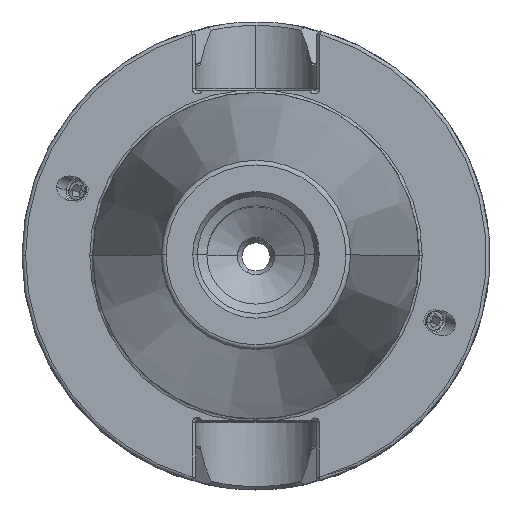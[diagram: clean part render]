
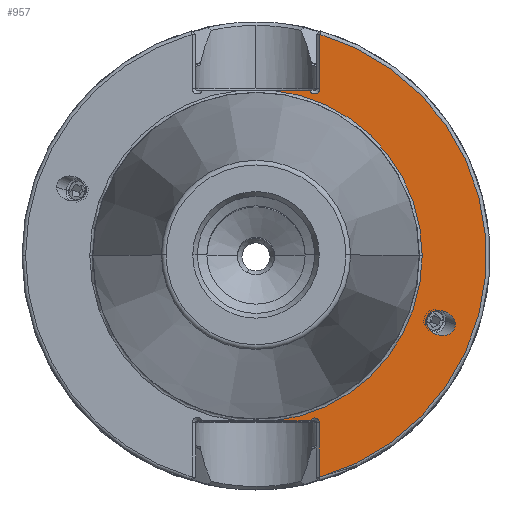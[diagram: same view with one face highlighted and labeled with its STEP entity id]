
A CAD part, top view. The second image highlights one B-rep face of the part: STEP entity #957.
In plain terms, the highlighted planar face has unit normal (0, 0, 1).
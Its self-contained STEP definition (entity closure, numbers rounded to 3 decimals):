
#36 = EDGE_CURVE ( 'NONE', #10071, #923, #5782, .T. ) ;
#141 = CARTESIAN_POINT ( 'NONE',  ( 3.763, 35.3, -3. ) ) ;
#159 = LINE ( 'NONE', #2613, #4729 ) ;
#160 = ORIENTED_EDGE ( 'NONE', *, *, #843, .T. ) ;
#193 = ORIENTED_EDGE ( 'NONE', *, *, #9725, .F. ) ;
#556 = VERTEX_POINT ( 'NONE', #4109 ) ;
#579 = DIRECTION ( 'NONE',  ( 0., 0., 1. ) ) ;
#638 = CARTESIAN_POINT ( 'NONE',  ( 13.65, 35.675, -3. ) ) ;
#730 = FACE_OUTER_BOUND ( 'NONE', #7643, .T. ) ;
#843 = EDGE_CURVE ( 'NONE', #923, #10071, #4352, .T. ) ;
#869 = CARTESIAN_POINT ( 'NONE',  ( 13.65, 35.675, -3. ) ) ;
#875 = VECTOR ( 'NONE', #11035, 1000. ) ;
#915 = DIRECTION ( 'NONE',  ( -1., 0., 0. ) ) ;
#923 = VERTEX_POINT ( 'NONE', #11145 ) ;
#941 = ORIENTED_EDGE ( 'NONE', *, *, #5355, .T. ) ;
#957 = ADVANCED_FACE ( 'NONE', ( #3017, #730 ), #4620, .F. ) ;
#1475 = VERTEX_POINT ( 'NONE', #11001 ) ;
#1748 = VECTOR ( 'NONE', #9482, 1000. ) ;
#1857 = AXIS2_PLACEMENT_3D ( 'NONE', #3094, #3107, #3109 ) ;
#1956 = AXIS2_PLACEMENT_3D ( 'NONE', #4278, #10392, #5207 ) ;
#2061 = AXIS2_PLACEMENT_3D ( 'NONE', #9379, #10697, #10624 ) ;
#2138 = DIRECTION ( 'NONE',  ( 0., 0., -1. ) ) ;
#2148 = ORIENTED_EDGE ( 'NONE', *, *, #11099, .T. ) ;
#2284 = ORIENTED_EDGE ( 'NONE', *, *, #5479, .T. ) ;
#2607 = CARTESIAN_POINT ( 'NONE',  ( 36.355, -14.023, -3. ) ) ;
#2613 = CARTESIAN_POINT ( 'NONE',  ( 0., -35.3, -3. ) ) ;
#2622 = CARTESIAN_POINT ( 'NONE',  ( 36.355, -8.72, -3. ) ) ;
#2756 = AXIS2_PLACEMENT_3D ( 'NONE', #7344, #2138, #8211 ) ;
#2763 = CARTESIAN_POINT ( 'NONE',  ( 42.579, -9.404, -3. ) ) ;
#2768 = CARTESIAN_POINT ( 'NONE',  ( 13.544, -47.338, -3. ) ) ;
#3017 = FACE_BOUND ( 'NONE', #10629, .T. ) ;
#3090 = ORIENTED_EDGE ( 'NONE', *, *, #7219, .T. ) ;
#3094 = CARTESIAN_POINT ( 'NONE',  ( 0., 49.987, -3. ) ) ;
#3107 = DIRECTION ( 'NONE',  ( 0., 0., -1. ) ) ;
#3109 = DIRECTION ( 'NONE',  ( -1., 0., 0. ) ) ;
#3394 = CARTESIAN_POINT ( 'NONE',  ( 42.579, -14.707, -3. ) ) ;
#3445 = EDGE_CURVE ( 'NONE', #8071, #10479, #3981, .T. ) ;
#3981 = CIRCLE ( 'NONE', #2061, 35.5 ) ;
#4071 = LINE ( 'NONE', #6014, #1748 ) ;
#4109 = CARTESIAN_POINT ( 'NONE',  ( 11.464, 35.3, -3. ) ) ;
#4278 = CARTESIAN_POINT ( 'NONE',  ( 0., 0., -3. ) ) ;
#4314 = CARTESIAN_POINT ( 'NONE',  ( 13.65, 47.308, -3. ) ) ;
#4352 =( BOUNDED_CURVE ( )  B_SPLINE_CURVE ( 3, ( #10014, #10510, #10062, #9962 ),
 .UNSPECIFIED., .F., .F. ) 
 B_SPLINE_CURVE_WITH_KNOTS ( ( 4, 4 ),
 ( 5.993, 9.135 ),
 .UNSPECIFIED. ) 
 CURVE ( )  GEOMETRIC_REPRESENTATION_ITEM ( )  RATIONAL_B_SPLINE_CURVE ( ( 1., 0.333, 0.333, 1. ) ) 
 REPRESENTATION_ITEM ( '' )  );
#4387 = EDGE_CURVE ( 'NONE', #5683, #1475, #159, .T. ) ;
#4599 = CARTESIAN_POINT ( 'NONE',  ( 12.525, -35.675, -3. ) ) ;
#4620 = PLANE ( 'NONE',  #1857 ) ;
#4729 = VECTOR ( 'NONE', #915, 1000. ) ;
#4806 = CARTESIAN_POINT ( 'NONE',  ( 0., 35.3, -3. ) ) ;
#5128 = CIRCLE ( 'NONE', #2756, 1.125 ) ;
#5207 = DIRECTION ( 'NONE',  ( -1., 0., 0. ) ) ;
#5307 = AXIS2_PLACEMENT_3D ( 'NONE', #4599, #10669, #5512 ) ;
#5346 = ORIENTED_EDGE ( 'NONE', *, *, #36, .T. ) ;
#5355 = EDGE_CURVE ( 'NONE', #8014, #556, #5128, .T. ) ;
#5479 = EDGE_CURVE ( 'NONE', #6472, #8014, #5541, .T. ) ;
#5490 = CARTESIAN_POINT ( 'NONE',  ( 35.5, 0., -3. ) ) ;
#5512 = DIRECTION ( 'NONE',  ( -1., 0., 0. ) ) ;
#5541 = LINE ( 'NONE', #638, #875 ) ;
#5683 = VERTEX_POINT ( 'NONE', #9612 ) ;
#5782 =( BOUNDED_CURVE ( )  B_SPLINE_CURVE ( 3, ( #2607, #2622, #2763, #3394 ),
 .UNSPECIFIED., .F., .F. ) 
 B_SPLINE_CURVE_WITH_KNOTS ( ( 4, 4 ),
 ( 2.852, 5.993 ),
 .UNSPECIFIED. ) 
 CURVE ( )  GEOMETRIC_REPRESENTATION_ITEM ( )  RATIONAL_B_SPLINE_CURVE ( ( 1., 0.333, 0.333, 1. ) ) 
 REPRESENTATION_ITEM ( '' )  );
#5784 = CARTESIAN_POINT ( 'NONE',  ( 0., 0., -3. ) ) ;
#5821 = ORIENTED_EDGE ( 'NONE', *, *, #4387, .F. ) ;
#6014 = CARTESIAN_POINT ( 'NONE',  ( 13.544, 49.987, -3. ) ) ;
#6472 = VERTEX_POINT ( 'NONE', #4314 ) ;
#6611 = DIRECTION ( 'NONE',  ( -1., 0., 0. ) ) ;
#6695 = LINE ( 'NONE', #4806, #9027 ) ;
#6799 = VERTEX_POINT ( 'NONE', #10818 ) ;
#6927 = CIRCLE ( 'NONE', #5307, 1.019 ) ;
#7171 = CIRCLE ( 'NONE', #1956, 35.5 ) ;
#7219 = EDGE_CURVE ( 'NONE', #6799, #10828, #4071, .T. ) ;
#7316 = ORIENTED_EDGE ( 'NONE', *, *, #7966, .T. ) ;
#7344 = CARTESIAN_POINT ( 'NONE',  ( 12.525, 35.675, -3. ) ) ;
#7525 = CARTESIAN_POINT ( 'NONE',  ( 36.355, -14.023, -3. ) ) ;
#7643 = EDGE_LOOP ( 'NONE', ( #5821, #8522, #3090, #2148, #2284, #941, #193, #10198, #7316 ) ) ;
#7966 = EDGE_CURVE ( 'NONE', #10479, #1475, #7171, .T. ) ;
#8014 = VERTEX_POINT ( 'NONE', #869 ) ;
#8071 = VERTEX_POINT ( 'NONE', #141 ) ;
#8211 = DIRECTION ( 'NONE',  ( -1., 0., 0. ) ) ;
#8241 = EDGE_CURVE ( 'NONE', #5683, #6799, #6927, .T. ) ;
#8522 = ORIENTED_EDGE ( 'NONE', *, *, #8241, .T. ) ;
#9027 = VECTOR ( 'NONE', #9984, 1000. ) ;
#9379 = CARTESIAN_POINT ( 'NONE',  ( 0., 0., -3. ) ) ;
#9451 = CIRCLE ( 'NONE', #10972, 49.237 ) ;
#9482 = DIRECTION ( 'NONE',  ( 0., -1., 0. ) ) ;
#9612 = CARTESIAN_POINT ( 'NONE',  ( 11.578, -35.3, -3. ) ) ;
#9725 = EDGE_CURVE ( 'NONE', #8071, #556, #6695, .T. ) ;
#9962 = CARTESIAN_POINT ( 'NONE',  ( 36.355, -14.023, -3. ) ) ;
#9984 = DIRECTION ( 'NONE',  ( 1., 0., 0. ) ) ;
#10014 = CARTESIAN_POINT ( 'NONE',  ( 42.579, -14.707, -3. ) ) ;
#10062 = CARTESIAN_POINT ( 'NONE',  ( 36.355, -19.326, -3. ) ) ;
#10071 = VERTEX_POINT ( 'NONE', #7525 ) ;
#10198 = ORIENTED_EDGE ( 'NONE', *, *, #3445, .T. ) ;
#10392 = DIRECTION ( 'NONE',  ( 0., 0., -1. ) ) ;
#10479 = VERTEX_POINT ( 'NONE', #5490 ) ;
#10510 = CARTESIAN_POINT ( 'NONE',  ( 42.579, -20.01, -3. ) ) ;
#10624 = DIRECTION ( 'NONE',  ( -1., 0., 0. ) ) ;
#10629 = EDGE_LOOP ( 'NONE', ( #160, #5346 ) ) ;
#10669 = DIRECTION ( 'NONE',  ( 0., 0., -1. ) ) ;
#10697 = DIRECTION ( 'NONE',  ( 0., 0., -1. ) ) ;
#10818 = CARTESIAN_POINT ( 'NONE',  ( 13.544, -35.675, -3. ) ) ;
#10828 = VERTEX_POINT ( 'NONE', #2768 ) ;
#10972 = AXIS2_PLACEMENT_3D ( 'NONE', #5784, #579, #6611 ) ;
#11001 = CARTESIAN_POINT ( 'NONE',  ( 3.763, -35.3, -3. ) ) ;
#11035 = DIRECTION ( 'NONE',  ( 0., -1., 0. ) ) ;
#11099 = EDGE_CURVE ( 'NONE', #10828, #6472, #9451, .T. ) ;
#11145 = CARTESIAN_POINT ( 'NONE',  ( 42.579, -14.707, -3. ) ) ;
